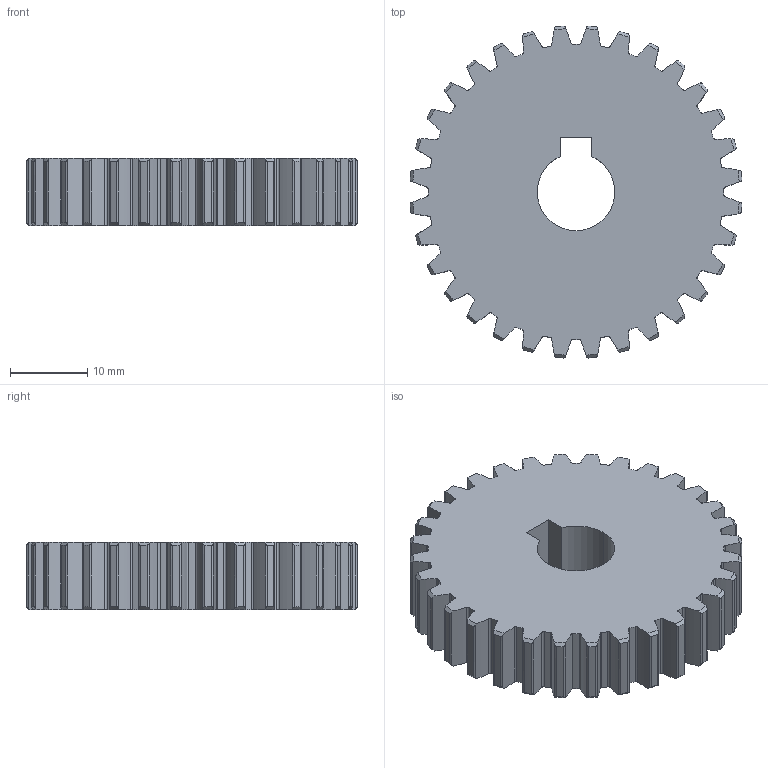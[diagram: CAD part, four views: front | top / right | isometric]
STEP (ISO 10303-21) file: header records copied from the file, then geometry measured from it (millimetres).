
FILE_DESCRIPTION (( 'STEP AP214' ), '1' );
FILE_NAME ('am-2631 32T 20dp 10mmk.STEP', '2014-02-06T22:42:36', ( '' ), ( '' ), 'SwSTEP 2.0', 'SolidWorks 2010', '' );
FILE_SCHEMA (( 'AUTOMOTIVE_DESIGN' ));
Length unit declared in the file: inch
Products named in the file (1): am-2631 32T 20dp 10mmk
Bounding box: 43.05 x 43.05 x 8.76 mm (x, y, z)
Volume: 10686.4 mm3; surface area: 4790.6 mm2
Topology: 1 solids, 1 shells, 357 faces, 1065 edges, 710 vertices
Faces by surface type: cylinder 288, cone 64, plane 5
Entity records: 12799 total; most frequent: CARTESIAN_POINT 3221, ORIENTED_EDGE 2130, DIRECTION 1989, EDGE_CURVE 1065, AXIS2_PLACEMENT_3D 846, VERTEX_POINT 710, CIRCLE 488, EDGE_LOOP 359
